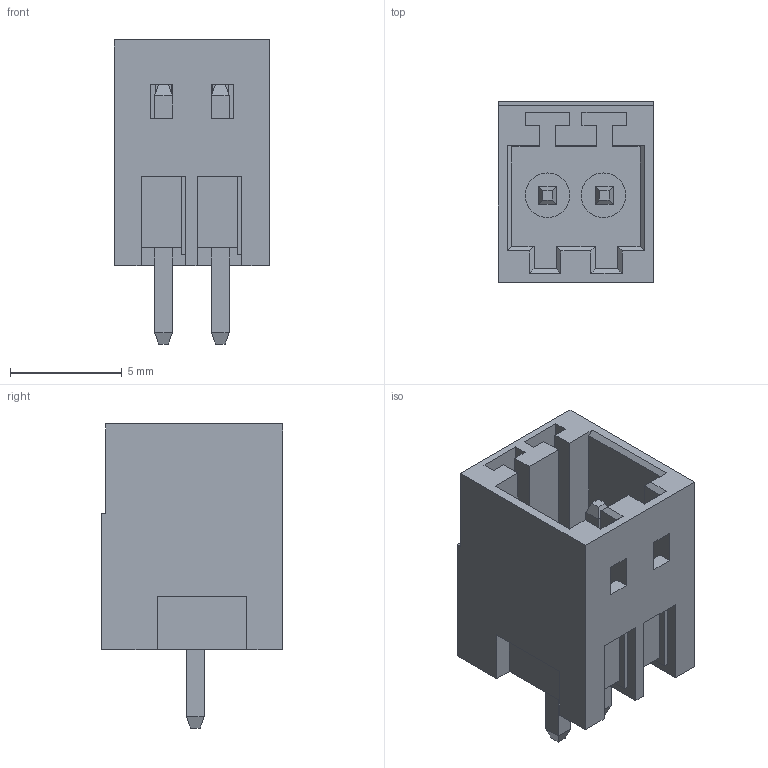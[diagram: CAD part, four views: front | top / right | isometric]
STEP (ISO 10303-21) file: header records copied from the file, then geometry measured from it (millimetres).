
FILE_DESCRIPTION (( 'STEP AP214' ), '1' );
FILE_NAME ('2.54mm 1x2P.STEP', '2024-07-06T13:41:54', ( 'zhouli' ), ( '' ), 'SwSTEP 2.0', 'SolidWorks 2019', '' );
FILE_SCHEMA (( 'AUTOMOTIVE_DESIGN' ));
Length unit declared in the file: millimetre
Products named in the file (5): 2.54mm 1x2P; 3D_PCB1_2024-07-06.step; SOLID.step; Kkel-U1.step; CONN-TH_2P-P2.54_DB2EVC-2.54-2P-GN.step
Assembly tree (4 placements, depth 5):
  2.54mm 1x2P
    3D_PCB1_2024-07-06.step
      Kkel-U1.step
        CONN-TH_2P-P2.54_DB2EVC-2.54-2P-GN.step
          SOLID.step
Bounding box: 6.95 x 8.1 x 13.6 mm (x, y, z)
Volume: 334.6 mm3; surface area: 734.6 mm2
Topology: 1 solids, 1 shells, 356 faces, 958 edges, 630 vertices
Faces by surface type: plane 254, bspline 98, cylinder 4
Entity records: 13164 total; most frequent: CARTESIAN_POINT 3260, ORIENTED_EDGE 1916, DIRECTION 1302, EDGE_CURVE 958, LINE 750, VECTOR 750, VERTEX_POINT 630, EDGE_LOOP 386
